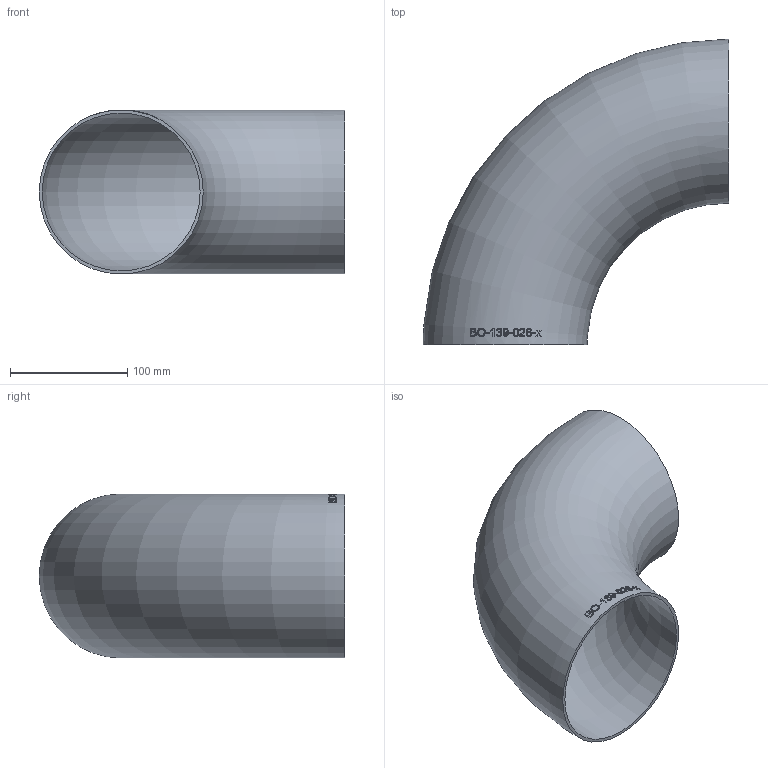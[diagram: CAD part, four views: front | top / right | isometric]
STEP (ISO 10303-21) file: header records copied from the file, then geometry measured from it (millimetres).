
FILE_DESCRIPTION (( 'STEP AP214' ), '1' );
FILE_NAME ('BO-139-026-x Bogen 1910.STEP', '2019-10-30T13:33:34', ( '' ), ( '' ), 'SwSTEP 2.0', 'SolidWorks 2016', '' );
FILE_SCHEMA (( 'AUTOMOTIVE_DESIGN' ));
Length unit declared in the file: millimetre
Products named in the file (1): BO-139-026-x Bogen 1910
Bounding box: 260.35 x 260.35 x 139.7 mm (x, y, z)
Volume: 335087.8 mm3; surface area: 260041.7 mm2
Topology: 1 solids, 1 shells, 144 faces, 376 edges, 251 vertices
Faces by surface type: bspline 72, plane 51, torus 21
Entity records: 8083 total; most frequent: CARTESIAN_POINT 3782, ORIENTED_EDGE 734, EDGE_CURVE 367, DIRECTION 273, VERTEX_POINT 246, B_SPLINE_CURVE_WITH_KNOTS 242, EDGE_LOOP 165, FACE_OUTER_BOUND 145
